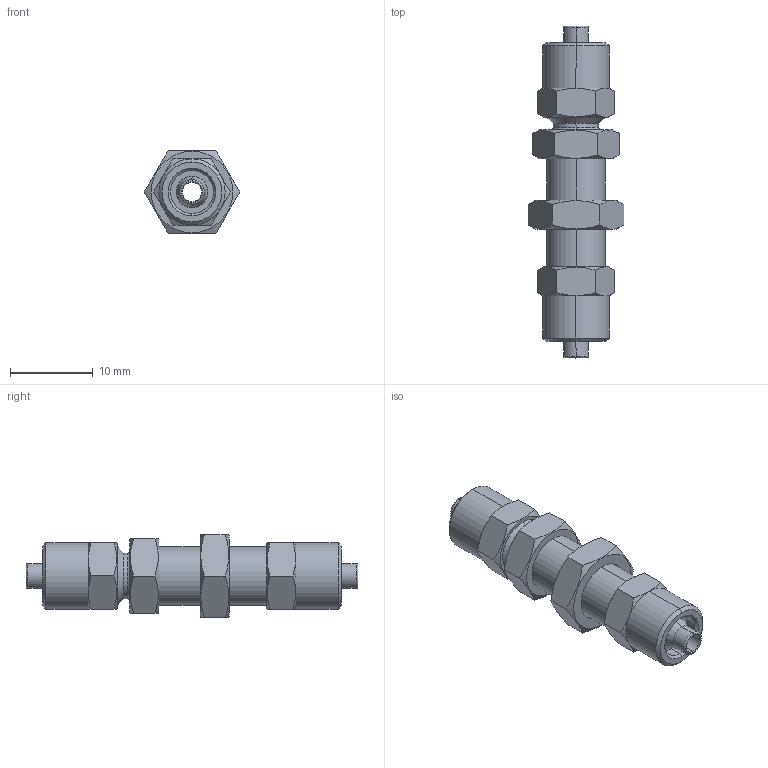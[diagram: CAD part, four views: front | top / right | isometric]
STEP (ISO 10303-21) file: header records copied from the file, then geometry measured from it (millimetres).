
FILE_DESCRIPTION (( 'STEP AP203' ), '1' );
FILE_NAME ('02059020.STEP', '2011-09-20T06:33:56', ( '' ), ( 'sopra-pneumatic' ), 'SwSTEP 2.0', 'SolidWorks 2011', '' );
FILE_SCHEMA (( 'CONFIG_CONTROL_DESIGN' ));
Length unit declared in the file: millimetre
Products named in the file (1): 02059020
Bounding box: 11.55 x 40 x 10 mm (x, y, z)
Volume: 1729.4 mm3; surface area: 1761.7 mm2
Topology: 2 solids, 2 shells, 110 faces, 248 edges, 150 vertices
Faces by surface type: cone 44, plane 36, cylinder 24, torus 6
Entity records: 3387 total; most frequent: CARTESIAN_POINT 917, ORIENTED_EDGE 496, DIRECTION 494, EDGE_CURVE 248, AXIS2_PLACEMENT_3D 207, VERTEX_POINT 150, EDGE_LOOP 122, ADVANCED_FACE 110
